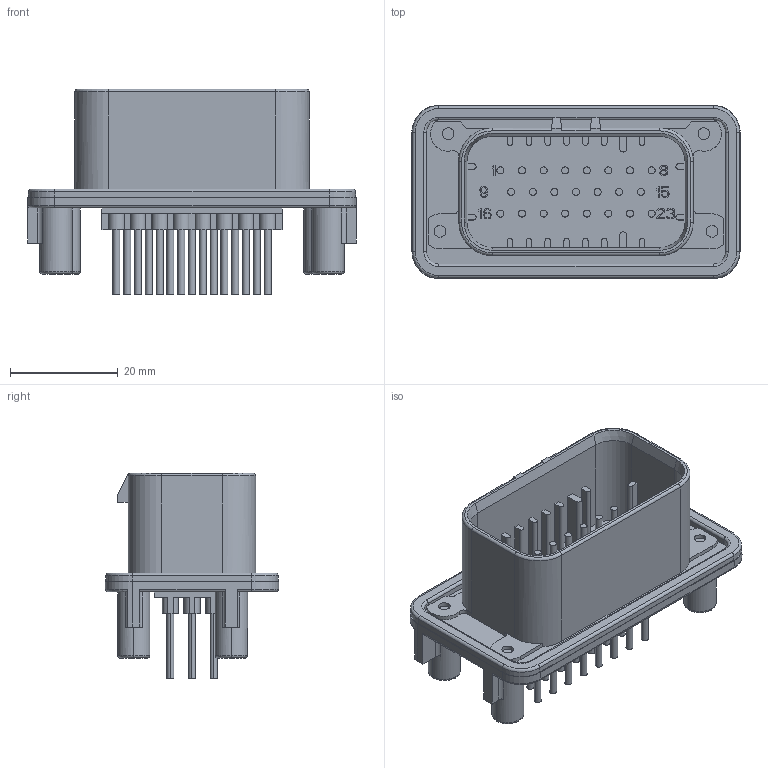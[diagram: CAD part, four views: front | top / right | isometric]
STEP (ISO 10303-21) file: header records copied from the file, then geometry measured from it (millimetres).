
FILE_DESCRIPTION((''),'2;1');
FILE_NAME('C-1-776228-4','2018-01-31T',('workeradm'),('TE Connectivity Ltd.'),'CREO PARAMETRIC BY PTC INC, 2016050','CREO PARAMETRIC BY PTC INC, 2016050','');
FILE_SCHEMA(('AUTOMOTIVE_DESIGN { 1 0 10303 214 1 1 1 1 }'));
Length unit declared in the file: millimetre
Products named in the file (1): C-1-776228-4
Bounding box: 60.8 x 32.1 x 38.08 mm (x, y, z)
Volume: 11676.8 mm3; surface area: 13763.9 mm2
Topology: 1 solids, 1 shells, 850 faces, 2294 edges, 1514 vertices
Faces by surface type: plane 586, cylinder 236, torus 24, cone 4
Entity records: 26608 total; most frequent: CARTESIAN_POINT 4690, ORIENTED_EDGE 4588, DIRECTION 4504, EDGE_CURVE 2294, VECTOR 1772, LINE 1772, VERTEX_POINT 1514, AXIS2_PLACEMENT_3D 1366
